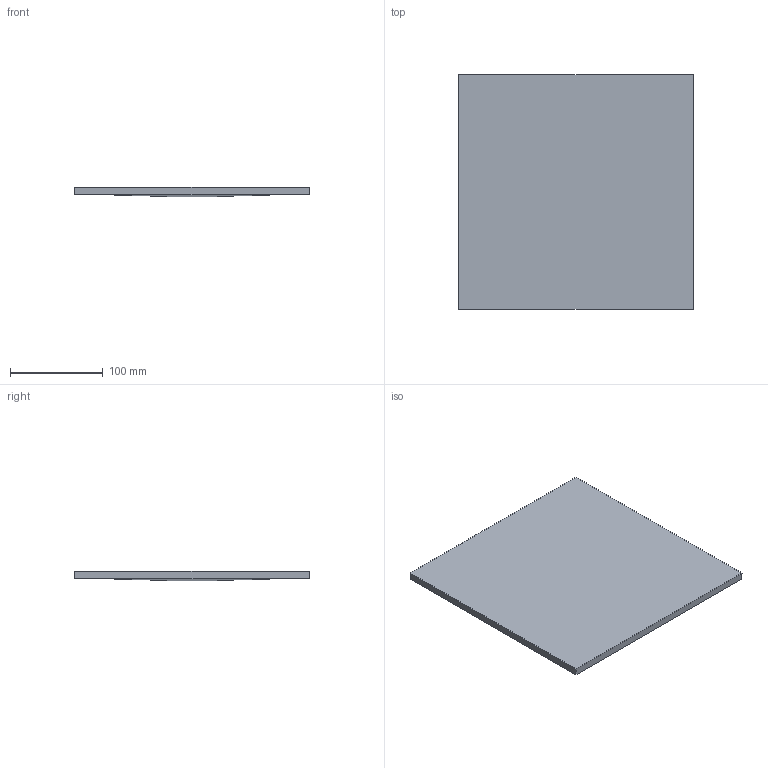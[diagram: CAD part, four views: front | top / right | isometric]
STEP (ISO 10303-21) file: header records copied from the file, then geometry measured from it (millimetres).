
FILE_DESCRIPTION(/* description */ ('Unknown'),/* implementation_level */ '2;1');
FILE_NAME(/* name */ '27467000',/* time_stamp */ '2022-09-08T17:20:43+02:00',/* author */ ('Unknown'),/* organization */ ('GROHE AG'),/* preprocessor_version */ 'ST-DEVELOPER v16.7',/* originating_system */ 'DEX',/* authorisation */ $);
FILE_SCHEMA (('AUTOMOTIVE_DESIGN {1 0 10303 214 3 1 1}'));
Length unit declared in the file: millimetre
Products named in the file (2): 27467000; 601435-00-20
Assembly tree (1 placements, depth 2):
  27467000
    601435-00-20
Bounding box: 253.7 x 253.7 x 10.55 mm (x, y, z)
Volume: 556818.4 mm3; surface area: 137962.5 mm2
Topology: 1 solids, 1 shells, 13 faces, 25 edges, 17 vertices
Faces by surface type: plane 9, torus 2, cone 1, cylinder 1
Full cylindrical faces by diameter (mm): 205.746 x1
Entity records: 387 total; most frequent: DIRECTION 56, CARTESIAN_POINT 49, ORIENTED_EDGE 38, AXIS2_PLACEMENT_3D 22, EDGE_LOOP 20, FACE_BOUND 20, EDGE_CURVE 19, VERTEX_POINT 15
